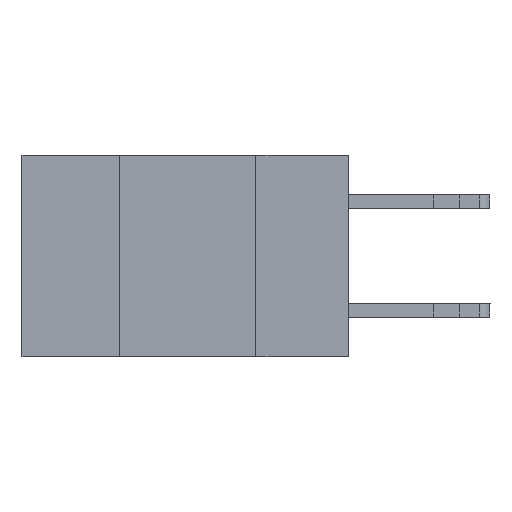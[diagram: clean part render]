
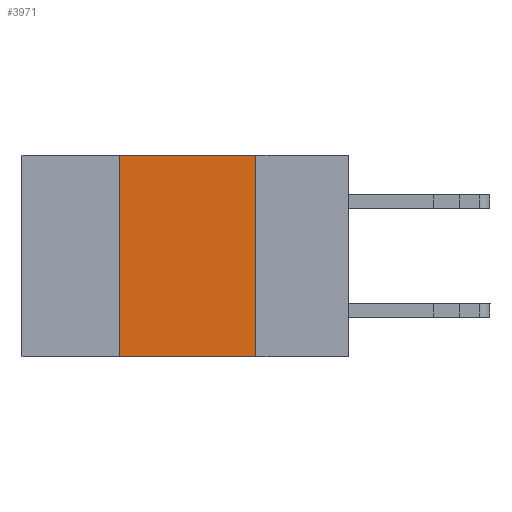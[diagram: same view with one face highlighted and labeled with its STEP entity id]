
A CAD part, left-side view. The second image highlights one B-rep face of the part: STEP entity #3971.
In plain terms, the highlighted planar face has unit normal (-1, 0, 0).
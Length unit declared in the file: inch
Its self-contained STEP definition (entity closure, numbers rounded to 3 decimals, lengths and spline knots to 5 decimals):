
#34 = CARTESIAN_POINT ( 'NONE',  ( 0., 0.42, -0.37 ) ) ;
#53 = VERTEX_POINT ( 'NONE', #34 ) ;
#810 = ORIENTED_EDGE ( 'NONE', *, *, #1938, .F. ) ;
#1057 = VERTEX_POINT ( 'NONE', #6052 ) ;
#1180 = ORIENTED_EDGE ( 'NONE', *, *, #3067, .F. ) ;
#1485 = DIRECTION ( 'NONE',  ( 0., 0., -1. ) ) ;
#1643 = VECTOR ( 'NONE', #1485, 39.37008 ) ;
#1670 = ORIENTED_EDGE ( 'NONE', *, *, #5843, .T. ) ;
#1734 = CARTESIAN_POINT ( 'NONE',  ( 0., 0.42, -0.37 ) ) ;
#1798 = DIRECTION ( 'NONE',  ( 0., 0., 1. ) ) ;
#1938 = EDGE_CURVE ( 'NONE', #1057, #2030, #4177, .T. ) ;
#2030 = VERTEX_POINT ( 'NONE', #3960 ) ;
#2219 = CARTESIAN_POINT ( 'NONE',  ( 0., 0.6, -0.37 ) ) ;
#2295 = DIRECTION ( 'NONE',  ( 1., 0., 0. ) ) ;
#2937 = CARTESIAN_POINT ( 'NONE',  ( 0., 0.6, 0. ) ) ;
#3067 = EDGE_CURVE ( 'NONE', #9377, #1057, #8914, .T. ) ;
#3218 = EDGE_LOOP ( 'NONE', ( #810, #1180, #4678, #1670 ) ) ;
#3267 = DIRECTION ( 'NONE',  ( 0., -1., 0. ) ) ;
#3320 = VECTOR ( 'NONE', #3267, 39.37008 ) ;
#3905 = VECTOR ( 'NONE', #1798, 39.37008 ) ;
#3960 = CARTESIAN_POINT ( 'NONE',  ( 0., 0.17, -0.37 ) ) ;
#3971 = ADVANCED_FACE ( 'NONE', ( #6530 ), #5363, .F. ) ;
#4150 = AXIS2_PLACEMENT_3D ( 'NONE', #2937, #2295, #8485 ) ;
#4177 = LINE ( 'NONE', #8506, #1643 ) ;
#4678 = ORIENTED_EDGE ( 'NONE', *, *, #6034, .F. ) ;
#5363 = PLANE ( 'NONE',  #4150 ) ;
#5603 = VECTOR ( 'NONE', #6098, 39.37008 ) ;
#5843 = EDGE_CURVE ( 'NONE', #53, #2030, #9403, .T. ) ;
#5985 = LINE ( 'NONE', #1734, #3905 ) ;
#6034 = EDGE_CURVE ( 'NONE', #53, #9377, #5985, .T. ) ;
#6052 = CARTESIAN_POINT ( 'NONE',  ( 0., 0.17, 0. ) ) ;
#6098 = DIRECTION ( 'NONE',  ( 0., -1., 0. ) ) ;
#6530 = FACE_OUTER_BOUND ( 'NONE', #3218, .T. ) ;
#7832 = CARTESIAN_POINT ( 'NONE',  ( 0., 0.42, 0. ) ) ;
#7901 = CARTESIAN_POINT ( 'NONE',  ( 0., 0.6, 0. ) ) ;
#8485 = DIRECTION ( 'NONE',  ( 0., 0., -1. ) ) ;
#8506 = CARTESIAN_POINT ( 'NONE',  ( 0., 0.17, -0.37 ) ) ;
#8914 = LINE ( 'NONE', #7901, #3320 ) ;
#9377 = VERTEX_POINT ( 'NONE', #7832 ) ;
#9403 = LINE ( 'NONE', #2219, #5603 ) ;
